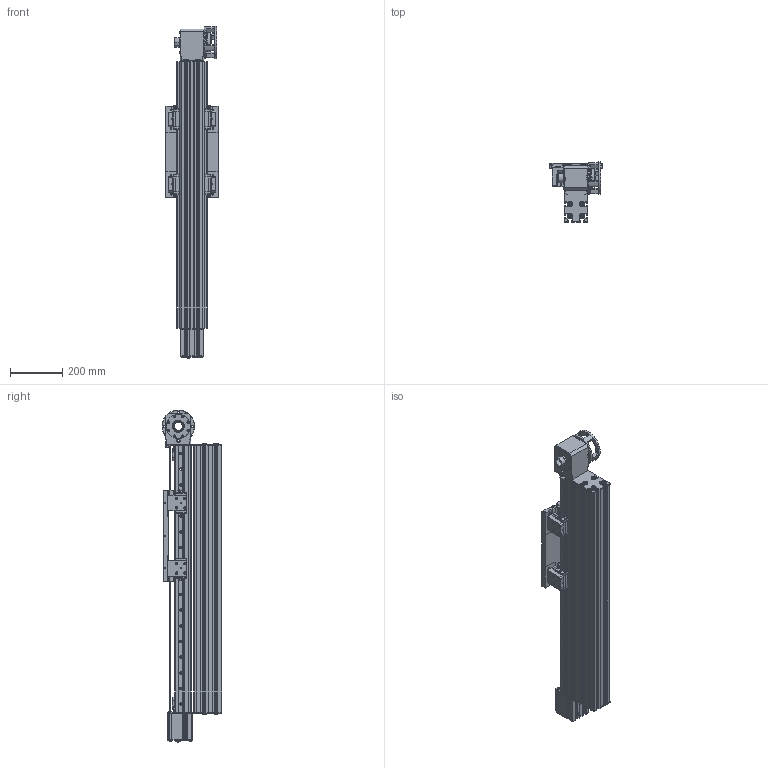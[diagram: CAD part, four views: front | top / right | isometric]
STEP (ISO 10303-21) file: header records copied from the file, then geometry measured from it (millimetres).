
FILE_DESCRIPTION (( 'STEP AP203' ), '1' );
FILE_NAME ('815.VHL.XXXX.STEP', '2016-12-12T14:58:55', ( 'Utente' ), ( '' ), 'SwSTEP 2.0', 'SolidWorks 2016', '' );
FILE_SCHEMA (( 'CONFIG_CONTROL_DESIGN' ));
Length unit declared in the file: millimetre
Products named in the file (1): 815.VHL.XXXX
Bounding box: 200 x 229.44 x 1271.19 mm (x, y, z)
Surface area: 1412426.5 mm2 (no closed solid volume)
Topology: 0 solids, 283 shells, 2402 faces, 9119 edges, 6823 vertices
Faces by surface type: plane 1328, cylinder 788, torus 150, cone 95, bspline 41
Entity records: 103623 total; most frequent: CARTESIAN_POINT 26989, DIRECTION 16428, ORIENTED_EDGE 13170, EDGE_CURVE 9109, VERTEX_POINT 6823, VECTOR 5848, LINE 5848, AXIS2_PLACEMENT_3D 5290
